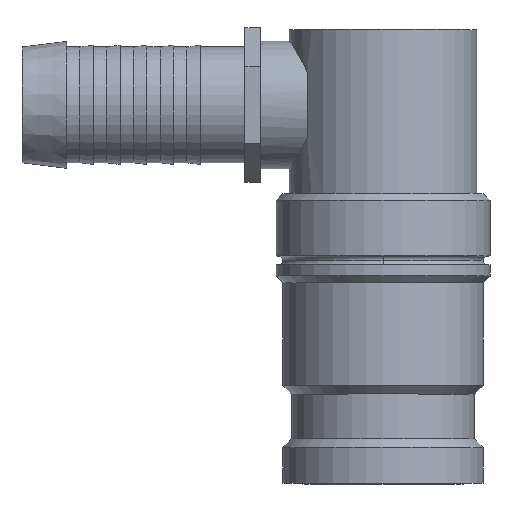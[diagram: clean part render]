
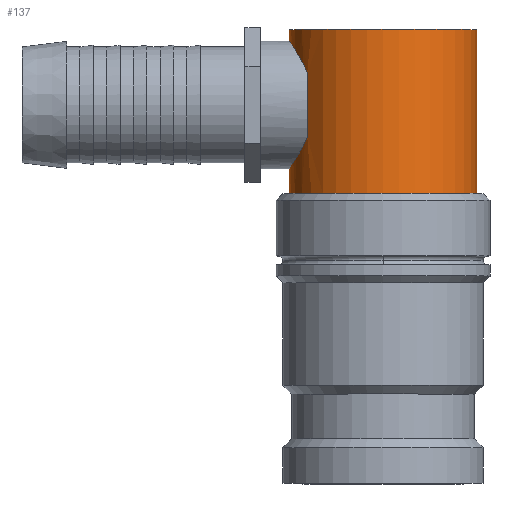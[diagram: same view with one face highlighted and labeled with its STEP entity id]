
A CAD part, top view. The second image highlights one B-rep face of the part: STEP entity #137.
In plain terms, the highlighted cylindrical face has radius 10.5 mm (diameter 21 mm), a partial arc.
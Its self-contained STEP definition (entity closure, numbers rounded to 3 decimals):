
#137=ADVANCED_FACE('',(#340),#341,.T.);
#340=FACE_OUTER_BOUND('',#617,.T.);
#341=CYLINDRICAL_SURFACE('',#618,10.5);
#617=EDGE_LOOP('',(#956,#957,#958,#959,#960,#961,#962,#963));
#618=AXIS2_PLACEMENT_3D('',#964,#965,#966);
#956=ORIENTED_EDGE('',*,*,#1612,.T.);
#957=ORIENTED_EDGE('',*,*,#1613,.F.);
#958=ORIENTED_EDGE('',*,*,#1614,.T.);
#959=ORIENTED_EDGE('',*,*,#1615,.F.);
#960=ORIENTED_EDGE('',*,*,#1582,.F.);
#961=ORIENTED_EDGE('',*,*,#1616,.F.);
#962=ORIENTED_EDGE('',*,*,#1617,.T.);
#963=ORIENTED_EDGE('',*,*,#1596,.F.);
#964=CARTESIAN_POINT('',(0.0,40.42,0.0));
#965=DIRECTION('',(-0.0,1.0,0.0));
#966=DIRECTION('',(1.0,0.0,0.0));
#1582=EDGE_CURVE('',#1870,#1871,#1872,.T.);
#1596=EDGE_CURVE('',#1894,#1893,#1896,.T.);
#1612=EDGE_CURVE('',#1894,#1924,#1925,.T.);
#1613=EDGE_CURVE('',#1926,#1924,#1927,.T.);
#1614=EDGE_CURVE('',#1926,#1928,#1929,.T.);
#1615=EDGE_CURVE('',#1871,#1928,#1930,.T.);
#1616=EDGE_CURVE('',#1931,#1870,#1932,.T.);
#1617=EDGE_CURVE('',#1931,#1893,#1933,.T.);
#1870=VERTEX_POINT('',#2259);
#1871=VERTEX_POINT('',#2260);
#1872=LINE('',#2261,#2262);
#1893=VERTEX_POINT('',#2287);
#1894=VERTEX_POINT('',#2288);
#1896=CIRCLE('',#2290,10.5);
#1924=VERTEX_POINT('',#2362);
#1925=LINE('',#2363,#2364);
#1926=VERTEX_POINT('',#2365);
#1927=CIRCLE('',#2366,10.5);
#1928=VERTEX_POINT('',#2367);
#1929=LINE('',#2368,#2369);
#1930=B_SPLINE_CURVE_WITH_KNOTS('',3,(#2370,#2371,#2372,#2373,#2374,#2375,#2376,#2377,#2378,#2379,#2380,#2381,#2382,#2383,#2384,#2385,#2386,#2387,#2388,#2389,#2390,#2391,#2392,#2393,#2394,#2395),.UNSPECIFIED.,.F.,.F.,(4,2,2,2,2,2,2,2,2,2,2,2,4),(25.326,26.74,28.155,29.552,30.95,32.347,33.744,35.142,36.539,37.936,39.333,40.748,42.163),.UNSPECIFIED.);
#1931=VERTEX_POINT('',#2396);
#1932=B_SPLINE_CURVE_WITH_KNOTS('',3,(#2397,#2398,#2399,#2400,#2401,#2402,#2403,#2404,#2405,#2406,#2407,#2408,#2409,#2410,#2411,#2412,#2413,#2414,#2415,#2416,#2417,#2418,#2419,#2420,#2421,#2422),.UNSPECIFIED.,.F.,.F.,(4,2,2,2,2,2,2,2,2,2,2,2,4),(2.829,4.244,5.659,7.056,8.453,9.851,11.248,12.645,14.043,15.44,16.837,18.252,19.667),.UNSPECIFIED.);
#1933=LINE('',#2423,#2424);
#2259=CARTESIAN_POINT('',(-8.5,38.928,6.164));
#2260=CARTESIAN_POINT('',(-8.5,46.172,6.164));
#2261=CARTESIAN_POINT('',(-8.5,42.55,6.164));
#2262=VECTOR('',#2886,1.0);
#2287=CARTESIAN_POINT('',(-10.5,32.6,0.));
#2288=CARTESIAN_POINT('',(10.5,32.6,0.));
#2290=AXIS2_PLACEMENT_3D('',#2909,#2910,#2911);
#2362=CARTESIAN_POINT('',(10.5,51.0,0.0));
#2363=CARTESIAN_POINT('',(10.5,40.42,0.));
#2364=VECTOR('',#2939,1.0);
#2365=CARTESIAN_POINT('',(-10.5,51.0,0.));
#2366=AXIS2_PLACEMENT_3D('',#2940,#2941,#2942);
#2367=CARTESIAN_POINT('',(-10.5,49.7,0.));
#2368=CARTESIAN_POINT('',(-10.5,40.42,0.));
#2369=VECTOR('',#2943,1.0);
#2370=CARTESIAN_POINT('',(-8.177,45.331,6.587));
#2371=CARTESIAN_POINT('',(-8.325,45.767,6.403));
#2372=CARTESIAN_POINT('',(-8.497,46.181,6.177));
#2373=CARTESIAN_POINT('',(-8.85,46.945,5.659));
#2374=CARTESIAN_POINT('',(-9.032,47.295,5.367));
#2375=CARTESIAN_POINT('',(-9.371,47.913,4.749));
#2376=CARTESIAN_POINT('',(-9.542,48.204,4.401));
#2377=CARTESIAN_POINT('',(-9.859,48.724,3.636));
#2378=CARTESIAN_POINT('',(-10.004,48.952,3.22));
#2379=CARTESIAN_POINT('',(-10.245,49.322,2.343));
#2380=CARTESIAN_POINT('',(-10.341,49.465,1.881));
#2381=CARTESIAN_POINT('',(-10.468,49.654,0.943));
#2382=CARTESIAN_POINT('',(-10.5,49.7,0.466));
#2383=CARTESIAN_POINT('',(-10.5,49.7,-0.466));
#2384=CARTESIAN_POINT('',(-10.468,49.654,-0.943));
#2385=CARTESIAN_POINT('',(-10.341,49.465,-1.881));
#2386=CARTESIAN_POINT('',(-10.245,49.322,-2.343));
#2387=CARTESIAN_POINT('',(-10.004,48.952,-3.22));
#2388=CARTESIAN_POINT('',(-9.859,48.724,-3.636));
#2389=CARTESIAN_POINT('',(-9.542,48.204,-4.401));
#2390=CARTESIAN_POINT('',(-9.371,47.913,-4.749));
#2391=CARTESIAN_POINT('',(-9.032,47.295,-5.367));
#2392=CARTESIAN_POINT('',(-8.85,46.945,-5.659));
#2393=CARTESIAN_POINT('',(-8.497,46.181,-6.177));
#2394=CARTESIAN_POINT('',(-8.325,45.767,-6.403));
#2395=CARTESIAN_POINT('',(-8.177,45.331,-6.587));
#2396=CARTESIAN_POINT('',(-10.5,35.4,0.));
#2397=CARTESIAN_POINT('',(-8.177,39.769,-6.587));
#2398=CARTESIAN_POINT('',(-8.325,39.333,-6.403));
#2399=CARTESIAN_POINT('',(-8.497,38.919,-6.177));
#2400=CARTESIAN_POINT('',(-8.85,38.155,-5.659));
#2401=CARTESIAN_POINT('',(-9.032,37.805,-5.367));
#2402=CARTESIAN_POINT('',(-9.371,37.187,-4.749));
#2403=CARTESIAN_POINT('',(-9.542,36.896,-4.401));
#2404=CARTESIAN_POINT('',(-9.859,36.376,-3.636));
#2405=CARTESIAN_POINT('',(-10.004,36.148,-3.22));
#2406=CARTESIAN_POINT('',(-10.245,35.778,-2.343));
#2407=CARTESIAN_POINT('',(-10.341,35.635,-1.881));
#2408=CARTESIAN_POINT('',(-10.468,35.446,-0.943));
#2409=CARTESIAN_POINT('',(-10.5,35.4,-0.466));
#2410=CARTESIAN_POINT('',(-10.5,35.4,0.466));
#2411=CARTESIAN_POINT('',(-10.468,35.446,0.943));
#2412=CARTESIAN_POINT('',(-10.341,35.635,1.881));
#2413=CARTESIAN_POINT('',(-10.245,35.778,2.343));
#2414=CARTESIAN_POINT('',(-10.004,36.148,3.22));
#2415=CARTESIAN_POINT('',(-9.859,36.376,3.636));
#2416=CARTESIAN_POINT('',(-9.542,36.896,4.401));
#2417=CARTESIAN_POINT('',(-9.371,37.187,4.749));
#2418=CARTESIAN_POINT('',(-9.032,37.805,5.367));
#2419=CARTESIAN_POINT('',(-8.85,38.155,5.659));
#2420=CARTESIAN_POINT('',(-8.497,38.919,6.177));
#2421=CARTESIAN_POINT('',(-8.325,39.333,6.403));
#2422=CARTESIAN_POINT('',(-8.177,39.769,6.587));
#2423=CARTESIAN_POINT('',(-10.5,40.42,0.));
#2424=VECTOR('',#2944,1.0);
#2886=DIRECTION('',(0.0,1.0,0.0));
#2909=CARTESIAN_POINT('',(0.0,32.6,0.0));
#2910=DIRECTION('',(0.0,-1.0,0.0));
#2911=DIRECTION('',(1.0,0.0,0.0));
#2939=DIRECTION('',(0.0,1.0,0.0));
#2940=CARTESIAN_POINT('',(0.0,51.0,0.0));
#2941=DIRECTION('',(-0.0,1.0,0.0));
#2942=DIRECTION('',(1.0,0.0,0.0));
#2943=DIRECTION('',(-0.0,-1.0,-0.0));
#2944=DIRECTION('',(-0.0,-1.0,-0.0));
